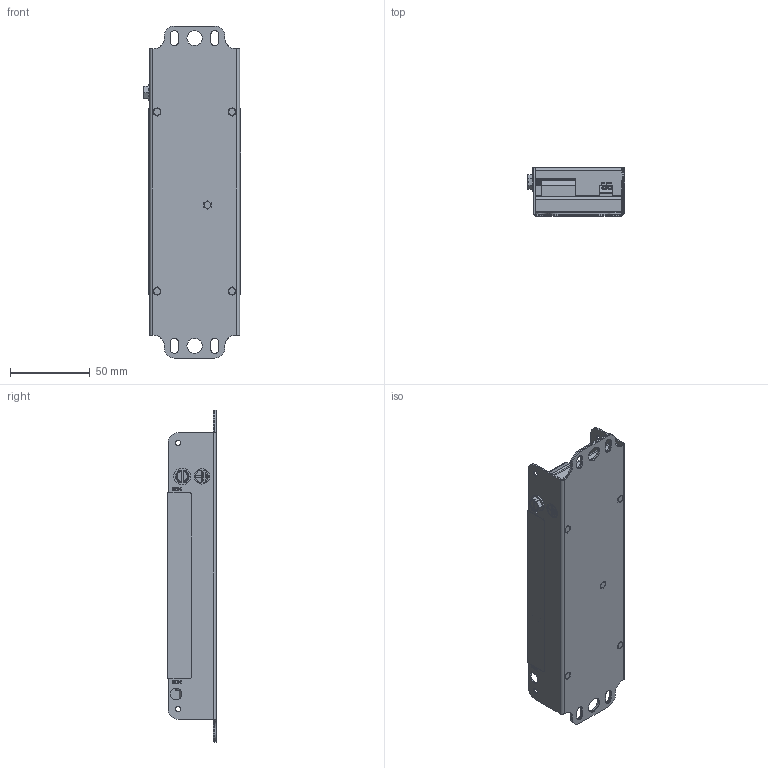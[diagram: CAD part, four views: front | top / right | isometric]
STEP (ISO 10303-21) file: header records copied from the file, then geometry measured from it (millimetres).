
FILE_DESCRIPTION (( 'STEP AP203' ), '1' );
FILE_NAME ('DIM10-250-X1-REF-102616-120-010001-000.STEP', '2016-10-26T16:58:44', ( '' ), ( '' ), 'SwSTEP 2.0', 'SolidWorks 2016', '' );
FILE_SCHEMA (( 'CONFIG_CONTROL_DESIGN' ));
Length unit declared in the file: inch
Products named in the file (1): DIM10-250-X1-REF-102616-120-010001-000
Bounding box: 60.91 x 30.28 x 208.29 mm (x, y, z)
Surface area: 87510.4 mm2 (no closed solid volume)
Topology: 0 solids, 22 shells, 562 faces, 2112 edges, 1561 vertices
Faces by surface type: plane 315, cylinder 193, cone 42, bspline 12
Entity records: 23730 total; most frequent: CARTESIAN_POINT 6265, DIRECTION 3469, ORIENTED_EDGE 3378, EDGE_CURVE 2112, VERTEX_POINT 1561, LINE 1257, VECTOR 1257, AXIS2_PLACEMENT_3D 1106
